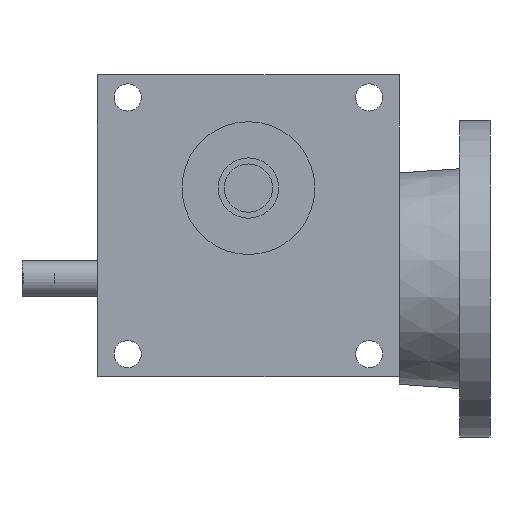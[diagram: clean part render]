
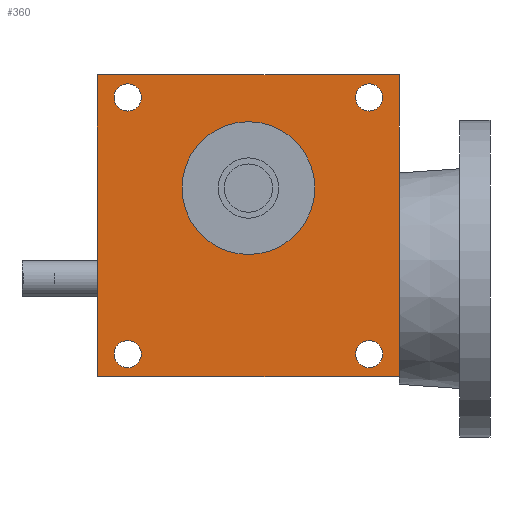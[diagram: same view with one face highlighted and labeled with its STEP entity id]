
A CAD part, front view. The second image highlights one B-rep face of the part: STEP entity #360.
In plain terms, the highlighted planar face has unit normal (0, -1, 0).
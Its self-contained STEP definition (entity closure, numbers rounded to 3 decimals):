
#360 = ADVANCED_FACE( '', ( #824, #825, #826, #827, #828, #829 ), #830, .F. );
#824 = FACE_BOUND( '', #1473, .T. );
#825 = FACE_BOUND( '', #1474, .T. );
#826 = FACE_BOUND( '', #1475, .T. );
#827 = FACE_BOUND( '', #1476, .T. );
#828 = FACE_BOUND( '', #1477, .T. );
#829 = FACE_OUTER_BOUND( '', #1478, .T. );
#830 = PLANE( '', #1479 );
#1473 = EDGE_LOOP( '', ( #2302 ) );
#1474 = EDGE_LOOP( '', ( #2303 ) );
#1475 = EDGE_LOOP( '', ( #2304 ) );
#1476 = EDGE_LOOP( '', ( #2305 ) );
#1477 = EDGE_LOOP( '', ( #2306 ) );
#1478 = EDGE_LOOP( '', ( #2307, #2308, #2309, #2310 ) );
#1479 = AXIS2_PLACEMENT_3D( '', #2311, #2312, #2313 );
#2302 = ORIENTED_EDGE( '', *, *, #3715, .T. );
#2303 = ORIENTED_EDGE( '', *, *, #3737, .T. );
#2304 = ORIENTED_EDGE( '', *, *, #3738, .T. );
#2305 = ORIENTED_EDGE( '', *, *, #3544, .T. );
#2306 = ORIENTED_EDGE( '', *, *, #3739, .T. );
#2307 = ORIENTED_EDGE( '', *, *, #3730, .T. );
#2308 = ORIENTED_EDGE( '', *, *, #3740, .F. );
#2309 = ORIENTED_EDGE( '', *, *, #3741, .F. );
#2310 = ORIENTED_EDGE( '', *, *, #3742, .T. );
#2311 = CARTESIAN_POINT( '', ( -50., -35., 50. ) );
#2312 = DIRECTION( '', ( 0., 1., 0. ) );
#2313 = DIRECTION( '', ( 0., 0., 1. ) );
#3544 = EDGE_CURVE( '', #4137, #4137, #4138, .T. );
#3715 = EDGE_CURVE( '', #4447, #4447, #4448, .T. );
#3730 = EDGE_CURVE( '', #4466, #4468, #4470, .T. );
#3737 = EDGE_CURVE( '', #4481, #4481, #4482, .T. );
#3738 = EDGE_CURVE( '', #4483, #4483, #4484, .T. );
#3739 = EDGE_CURVE( '', #4485, #4485, #4486, .T. );
#3740 = EDGE_CURVE( '', #4487, #4468, #4488, .T. );
#3741 = EDGE_CURVE( '', #4489, #4487, #4490, .T. );
#3742 = EDGE_CURVE( '', #4489, #4466, #4491, .T. );
#4137 = VERTEX_POINT( '', #5014 );
#4138 = CIRCLE( '', #5015, 4.5 );
#4447 = VERTEX_POINT( '', #5412 );
#4448 = CIRCLE( '', #5413, 4.5 );
#4466 = VERTEX_POINT( '', #5437 );
#4468 = VERTEX_POINT( '', #5440 );
#4470 = LINE( '', #5443, #5444 );
#4481 = VERTEX_POINT( '', #5457 );
#4482 = CIRCLE( '', #5458, 4.5 );
#4483 = VERTEX_POINT( '', #5459 );
#4484 = CIRCLE( '', #5460, 4.5 );
#4485 = VERTEX_POINT( '', #5461 );
#4486 = CIRCLE( '', #5462, 22. );
#4487 = VERTEX_POINT( '', #5463 );
#4488 = LINE( '', #5464, #5465 );
#4489 = VERTEX_POINT( '', #5466 );
#4490 = LINE( '', #5467, #5468 );
#4491 = LINE( '', #5469, #5470 );
#5014 = CARTESIAN_POINT( '', ( 44.5, -35., -42.5 ) );
#5015 = AXIS2_PLACEMENT_3D( '', #6195, #6196, #6197 );
#5412 = CARTESIAN_POINT( '', ( 44.5, -35., 42.5 ) );
#5413 = AXIS2_PLACEMENT_3D( '', #6469, #6470, #6471 );
#5437 = CARTESIAN_POINT( '', ( -50., -35., -50. ) );
#5440 = CARTESIAN_POINT( '', ( 50., -35., -50. ) );
#5443 = CARTESIAN_POINT( '', ( -50., -35., -50. ) );
#5444 = VECTOR( '', #6486, 1000. );
#5457 = CARTESIAN_POINT( '', ( -35.5, -35., 42.5 ) );
#5458 = AXIS2_PLACEMENT_3D( '', #6495, #6496, #6497 );
#5459 = CARTESIAN_POINT( '', ( -35.5, -35., -42.5 ) );
#5460 = AXIS2_PLACEMENT_3D( '', #6498, #6499, #6500 );
#5461 = CARTESIAN_POINT( '', ( 22., -35., 12.5 ) );
#5462 = AXIS2_PLACEMENT_3D( '', #6501, #6502, #6503 );
#5463 = CARTESIAN_POINT( '', ( 50., -35., 50. ) );
#5464 = CARTESIAN_POINT( '', ( 50., -35., 50. ) );
#5465 = VECTOR( '', #6504, 1000. );
#5466 = CARTESIAN_POINT( '', ( -50., -35., 50. ) );
#5467 = CARTESIAN_POINT( '', ( -50., -35., 50. ) );
#5468 = VECTOR( '', #6505, 1000. );
#5469 = CARTESIAN_POINT( '', ( -50., -35., 50. ) );
#5470 = VECTOR( '', #6506, 1000. );
#6195 = CARTESIAN_POINT( '', ( 40., -35., -42.5 ) );
#6196 = DIRECTION( '', ( 0., 1., 0. ) );
#6197 = DIRECTION( '', ( 1., 0., 0. ) );
#6469 = CARTESIAN_POINT( '', ( 40., -35., 42.5 ) );
#6470 = DIRECTION( '', ( 0., 1., 0. ) );
#6471 = DIRECTION( '', ( 1., 0., 0. ) );
#6486 = DIRECTION( '', ( 1., 0., 0. ) );
#6495 = CARTESIAN_POINT( '', ( -40., -35., 42.5 ) );
#6496 = DIRECTION( '', ( 0., 1., 0. ) );
#6497 = DIRECTION( '', ( 1., 0., 0. ) );
#6498 = CARTESIAN_POINT( '', ( -40., -35., -42.5 ) );
#6499 = DIRECTION( '', ( 0., 1., 0. ) );
#6500 = DIRECTION( '', ( 1., 0., 0. ) );
#6501 = CARTESIAN_POINT( '', ( 0., -35., 12.5 ) );
#6502 = DIRECTION( '', ( 0., 1., 0. ) );
#6503 = DIRECTION( '', ( 1., 0., 0. ) );
#6504 = DIRECTION( '', ( 0., 0., -1. ) );
#6505 = DIRECTION( '', ( 1., 0., 0. ) );
#6506 = DIRECTION( '', ( 0., 0., -1. ) );
